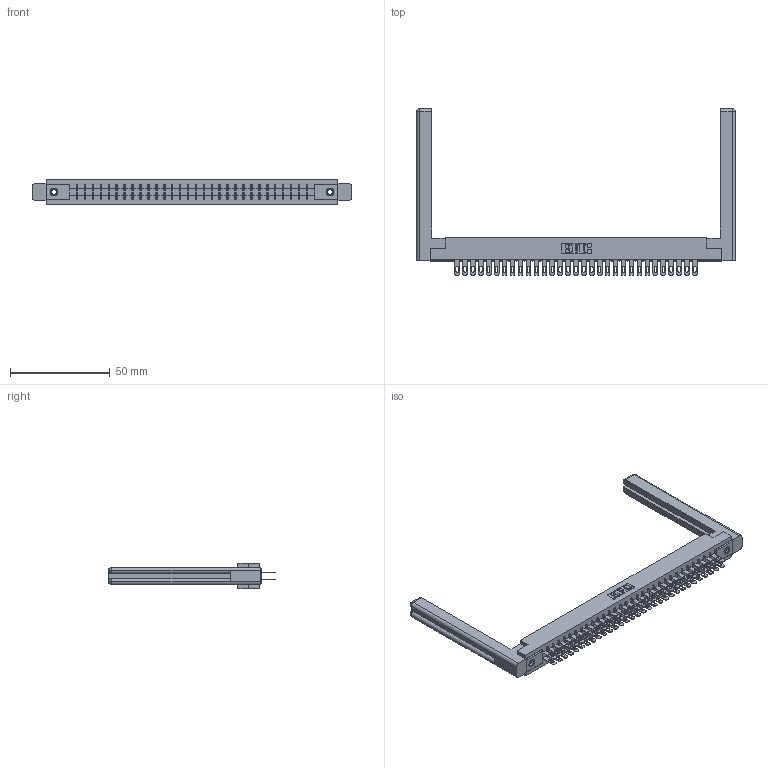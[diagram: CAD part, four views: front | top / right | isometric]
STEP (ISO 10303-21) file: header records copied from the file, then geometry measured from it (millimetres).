
FILE_DESCRIPTION (( 'STEP AP203' ), '1' );
FILE_NAME ('305-062-500-258.STEP', '2019-09-10T01:39:13', ( '' ), ( '' ), 'SwSTEP 2.0', 'SolidWorks 2016', '' );
FILE_SCHEMA (( 'CONFIG_CONTROL_DESIGN' ));
Length unit declared in the file: inch
Products named in the file (5): 305 Part_.156 Dia; 305-062-500-258; 305-290-001_500; 345-250-001_345-250-001-102; 307-220-058
Assembly tree (67 placements, depth 2):
  305-062-500-258
    305 Part_.156 Dia
    305-290-001_500  x62
    345-250-001_345-250-001-102  x2
    307-220-058  x2
Bounding box: 159.46 x 83.49 x 12.7 mm (x, y, z)
Volume: 23913.4 mm3; surface area: 27146.7 mm2
Topology: 67 solids, 67 shells, 3358 faces, 9567 edges, 6198 vertices
Faces by surface type: plane 1888, cylinder 1322, sphere 124, cone 12, torus 12
Entity records: 37559 total; most frequent: CARTESIAN_POINT 6230, ORIENTED_EDGE 6124, DIRECTION 6000, EDGE_CURVE 3062, LINE 2452, VECTOR 2452, VERTEX_POINT 1950, AXIS2_PLACEMENT_3D 1774
